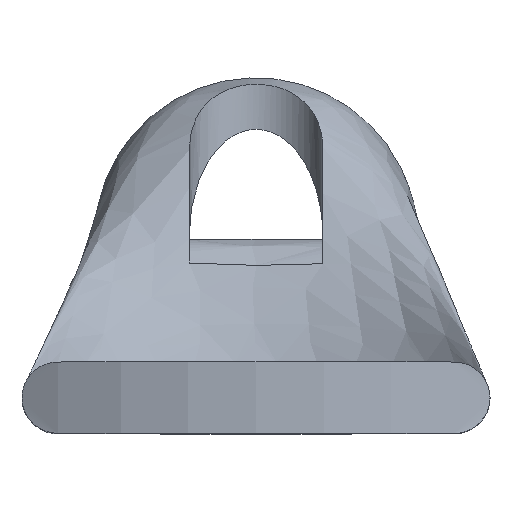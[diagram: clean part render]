
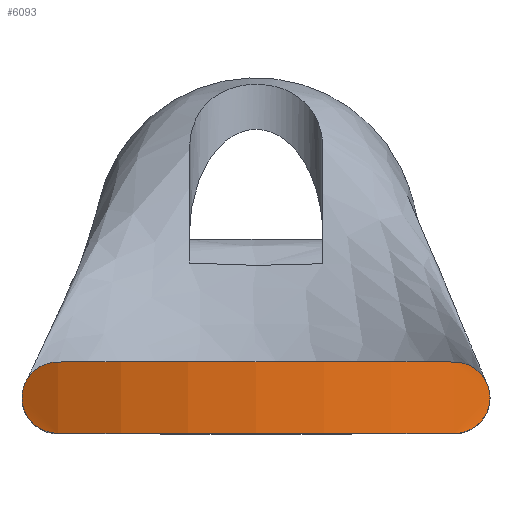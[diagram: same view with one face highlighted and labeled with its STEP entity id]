
A CAD part, top view. The second image highlights one B-rep face of the part: STEP entity #6093.
In plain terms, the highlighted cylindrical face has radius 20 mm (diameter 40 mm), a partial arc.
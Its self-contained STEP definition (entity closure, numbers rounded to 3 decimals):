
#4273=CARTESIAN_POINT('',(-8.9,-5.55,46.911));
#4274=VERTEX_POINT('',#4273);
#4283=CARTESIAN_POINT('',(8.9,-5.55,46.911));
#4284=VERTEX_POINT('',#4283);
#4285=CARTESIAN_POINT('',(0.,-5.55,29.));
#4286=DIRECTION('',(0.,1.0,0.));
#4287=DIRECTION('',(0.525,0.,-0.851));
#4288=AXIS2_PLACEMENT_3D('',#4285,#4286,#4287);
#4289=CIRCLE('',#4288,20.0);
#4290=EDGE_CURVE('',#4274,#4284,#4289,.T.);
#5971=CARTESIAN_POINT('',(8.9,-8.75,46.911));
#5972=VERTEX_POINT('',#5971);
#5979=CARTESIAN_POINT('',(-8.9,-8.75,46.911));
#5980=VERTEX_POINT('',#5979);
#5981=CARTESIAN_POINT('',(0.,-8.75,29.));
#5982=DIRECTION('',(0.,-1.0,0.));
#5983=DIRECTION('',(0.525,0.,-0.851));
#5984=AXIS2_PLACEMENT_3D('',#5981,#5982,#5983);
#5985=CIRCLE('',#5984,20.0);
#5986=EDGE_CURVE('',#5972,#5980,#5985,.T.);
#6006=CARTESIAN_POINT('',(-10.5,-7.15,46.022));
#6007=VERTEX_POINT('',#6006);
#6008=CARTESIAN_POINT('',(-10.5,-7.15,46.022));
#6009=CARTESIAN_POINT('',(-10.5,-6.949,46.022));
#6010=CARTESIAN_POINT('',(-10.46,-6.738,46.047));
#6011=CARTESIAN_POINT('',(-10.304,-6.356,46.142));
#6012=CARTESIAN_POINT('',(-10.189,-6.184,46.211));
#6013=CARTESIAN_POINT('',(-9.914,-5.894,46.371));
#6014=CARTESIAN_POINT('',(-9.729,-5.764,46.476));
#6015=CARTESIAN_POINT('',(-9.325,-5.592,46.695));
#6016=CARTESIAN_POINT('',(-9.106,-5.55,46.808));
#6017=CARTESIAN_POINT('',(-8.9,-5.55,46.911));
#6018=B_SPLINE_CURVE_WITH_KNOTS('',3,(#6008,#6009,#6010,#6011,#6012,#6013,#6014,#6015,#6016,#6017),.UNSPECIFIED.,.F.,.U.,(4,2,2,2,4),(1.023,1.083,1.143,1.212,1.281),.UNSPECIFIED.);
#6019=EDGE_CURVE('',#6007,#4274,#6018,.T.);
#6026=CARTESIAN_POINT('',(-8.9,-8.75,46.911));
#6027=CARTESIAN_POINT('',(-9.106,-8.75,46.808));
#6028=CARTESIAN_POINT('',(-9.325,-8.708,46.695));
#6029=CARTESIAN_POINT('',(-9.729,-8.536,46.476));
#6030=CARTESIAN_POINT('',(-9.914,-8.406,46.371));
#6031=CARTESIAN_POINT('',(-10.189,-8.116,46.211));
#6032=CARTESIAN_POINT('',(-10.304,-7.944,46.142));
#6033=CARTESIAN_POINT('',(-10.46,-7.562,46.047));
#6034=CARTESIAN_POINT('',(-10.5,-7.351,46.022));
#6035=CARTESIAN_POINT('',(-10.5,-7.15,46.022));
#6036=B_SPLINE_CURVE_WITH_KNOTS('',3,(#6026,#6027,#6028,#6029,#6030,#6031,#6032,#6033,#6034,#6035),.UNSPECIFIED.,.F.,.U.,(4,2,2,2,4),(0.764,0.833,0.902,0.962,1.023),.UNSPECIFIED.);
#6037=EDGE_CURVE('',#5980,#6007,#6036,.T.);
#6054=CARTESIAN_POINT('',(0.,-5.55,29.));
#6055=DIRECTION('',(0.,-1.0,0.0));
#6056=DIRECTION('',(0.525,0.,-0.851));
#6057=AXIS2_PLACEMENT_3D('',#6054,#6055,#6056);
#6058=CYLINDRICAL_SURFACE('',#6057,20.0);
#6059=CARTESIAN_POINT('',(10.5,-7.15,46.022));
#6060=VERTEX_POINT('',#6059);
#6061=CARTESIAN_POINT('',(10.5,-7.15,46.022));
#6062=CARTESIAN_POINT('',(10.5,-7.351,46.022));
#6063=CARTESIAN_POINT('',(10.46,-7.562,46.047));
#6064=CARTESIAN_POINT('',(10.304,-7.944,46.142));
#6065=CARTESIAN_POINT('',(10.189,-8.116,46.211));
#6066=CARTESIAN_POINT('',(9.914,-8.406,46.371));
#6067=CARTESIAN_POINT('',(9.729,-8.536,46.476));
#6068=CARTESIAN_POINT('',(9.325,-8.708,46.695));
#6069=CARTESIAN_POINT('',(9.106,-8.75,46.808));
#6070=CARTESIAN_POINT('',(8.9,-8.75,46.911));
#6071=B_SPLINE_CURVE_WITH_KNOTS('',3,(#6061,#6062,#6063,#6064,#6065,#6066,#6067,#6068,#6069,#6070),.UNSPECIFIED.,.F.,.U.,(4,2,2,2,4),(0.511,0.571,0.632,0.701,0.77),.UNSPECIFIED.);
#6072=EDGE_CURVE('',#6060,#5972,#6071,.T.);
#6073=ORIENTED_EDGE('',*,*,#6072,.F.);
#6074=CARTESIAN_POINT('',(8.9,-5.55,46.911));
#6075=CARTESIAN_POINT('',(9.106,-5.55,46.808));
#6076=CARTESIAN_POINT('',(9.325,-5.592,46.695));
#6077=CARTESIAN_POINT('',(9.729,-5.764,46.476));
#6078=CARTESIAN_POINT('',(9.914,-5.894,46.371));
#6079=CARTESIAN_POINT('',(10.189,-6.184,46.211));
#6080=CARTESIAN_POINT('',(10.304,-6.356,46.142));
#6081=CARTESIAN_POINT('',(10.46,-6.738,46.047));
#6082=CARTESIAN_POINT('',(10.5,-6.949,46.022));
#6083=CARTESIAN_POINT('',(10.5,-7.15,46.022));
#6084=B_SPLINE_CURVE_WITH_KNOTS('',3,(#6074,#6075,#6076,#6077,#6078,#6079,#6080,#6081,#6082,#6083),.UNSPECIFIED.,.F.,.U.,(4,2,2,2,4),(0.253,0.322,0.391,0.451,0.511),.UNSPECIFIED.);
#6085=EDGE_CURVE('',#4284,#6060,#6084,.T.);
#6086=ORIENTED_EDGE('',*,*,#6085,.F.);
#6087=ORIENTED_EDGE('',*,*,#4290,.F.);
#6088=ORIENTED_EDGE('',*,*,#6019,.F.);
#6089=ORIENTED_EDGE('',*,*,#6037,.F.);
#6090=ORIENTED_EDGE('',*,*,#5986,.F.);
#6091=EDGE_LOOP('',(#6073,#6086,#6087,#6088,#6089,#6090));
#6092=FACE_OUTER_BOUND('',#6091,.T.);
#6093=ADVANCED_FACE('',(#6092),#6058,.T.);
